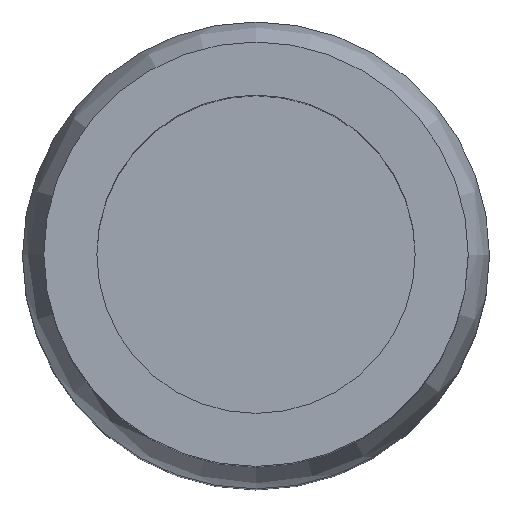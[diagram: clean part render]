
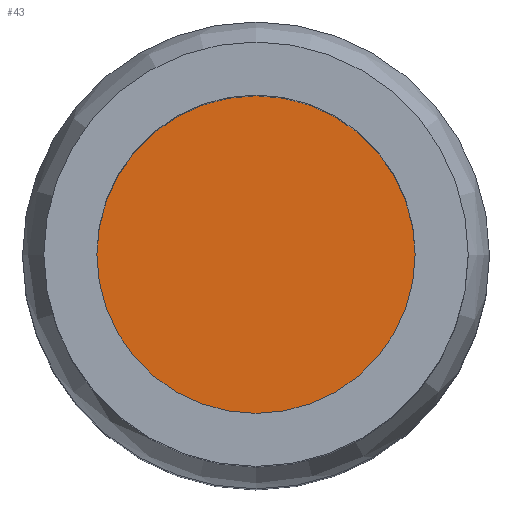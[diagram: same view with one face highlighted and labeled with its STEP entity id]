
A CAD part, top view. The second image highlights one B-rep face of the part: STEP entity #43.
In plain terms, the highlighted planar face has unit normal (0, 0, 1).
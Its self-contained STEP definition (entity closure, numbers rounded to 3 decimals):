
#43 = ADVANCED_FACE( '', ( #94 ), #95, .F. );
#94 = FACE_OUTER_BOUND( '', #159, .T. );
#95 = PLANE( '', #160 );
#159 = EDGE_LOOP( '', ( #256 ) );
#160 = AXIS2_PLACEMENT_3D( '', #257, #258, #259 );
#256 = ORIENTED_EDGE( '', *, *, #335, .F. );
#257 = CARTESIAN_POINT( '', ( 0., 0., 12.651 ) );
#258 = DIRECTION( '', ( 0., 0., -1. ) );
#259 = DIRECTION( '', ( -1., 0., 0. ) );
#335 = EDGE_CURVE( '', #368, #368, #369, .T. );
#368 = VERTEX_POINT( '', #411 );
#369 = CIRCLE( '', #412, 7.5 );
#411 = CARTESIAN_POINT( '', ( 7.5, 0., 12.651 ) );
#412 = AXIS2_PLACEMENT_3D( '', #455, #456, #457 );
#455 = CARTESIAN_POINT( '', ( 0., 0., 12.651 ) );
#456 = DIRECTION( '', ( 0., 0., -1. ) );
#457 = DIRECTION( '', ( 1., 0., 0. ) );
